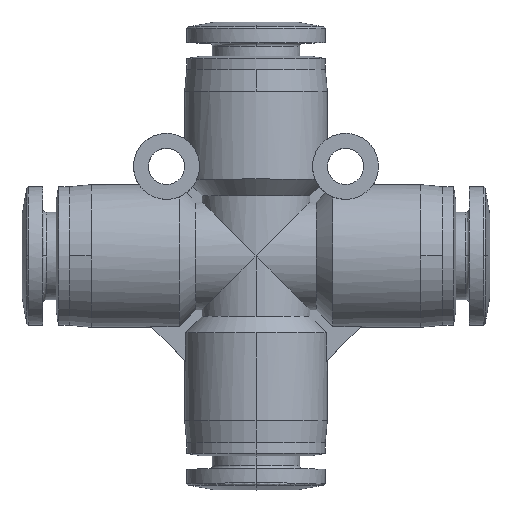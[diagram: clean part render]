
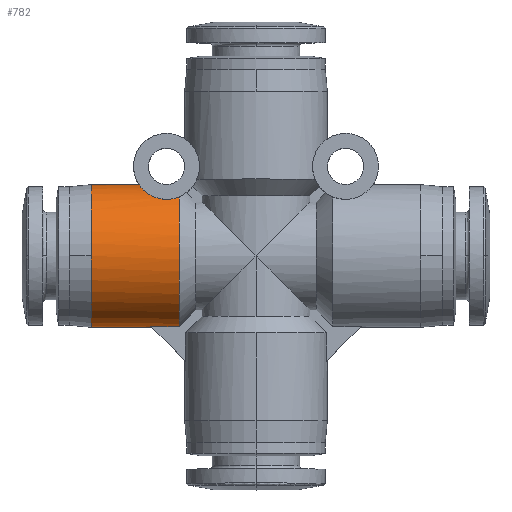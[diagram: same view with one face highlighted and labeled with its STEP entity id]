
A CAD part, top view. The second image highlights one B-rep face of the part: STEP entity #782.
In plain terms, the highlighted cylindrical face has radius 6.5 mm (diameter 13 mm), a partial arc.
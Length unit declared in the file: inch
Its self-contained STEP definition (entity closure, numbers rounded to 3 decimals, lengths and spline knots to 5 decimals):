
#24 = DIRECTION ( 'NONE',  ( 1., 0., 0. ) ) ;
#267 = FACE_OUTER_BOUND ( 'NONE', #7632, .T. ) ;
#346 = CARTESIAN_POINT ( 'NONE',  ( -0.59055, 0., 0.25591 ) ) ;
#393 = CARTESIAN_POINT ( 'NONE',  ( -0.35003, 0.2063, 0.15144 ) ) ;
#426 = CARTESIAN_POINT ( 'NONE',  ( -0.38644, 0.22263, 0.1262 ) ) ;
#463 = CARTESIAN_POINT ( 'NONE',  ( -0.41288, 0.24681, 0.06763 ) ) ;
#637 = EDGE_CURVE ( 'NONE', #9878, #6472, #1118, .T. ) ;
#782 = ADVANCED_FACE ( 'NONE', ( #267 ), #10167, .T. ) ;
#802 = DIRECTION ( 'NONE',  ( 1., 0., 0. ) ) ;
#868 = CIRCLE ( 'NONE', #8544, 0.25591 ) ;
#1009 = DIRECTION ( 'NONE',  ( 1., 0., 0. ) ) ;
#1045 = VECTOR ( 'NONE', #24, 39.37008 ) ;
#1118 = LINE ( 'NONE', #6034, #1045 ) ;
#1204 = CARTESIAN_POINT ( 'NONE',  ( -0.35997, 0.20939, 0.14712 ) ) ;
#1210 = ORIENTED_EDGE ( 'NONE', *, *, #637, .T. ) ;
#1238 = AXIS2_PLACEMENT_3D ( 'NONE', #7591, #2702, #8399 ) ;
#1242 = CARTESIAN_POINT ( 'NONE',  ( -0.38904, 0.22442, 0.12298 ) ) ;
#1272 = CARTESIAN_POINT ( 'NONE',  ( -0.41327, 0.2473, 0.06581 ) ) ;
#1523 = B_SPLINE_CURVE_WITH_KNOTS ( 'NONE', 3,
 ( #9864, #2768, #1989, #2801, #8490, #3612, #9299, #4431, #10084, #5276, #393, #6115, #1204, #6914, #2023, #7731, #2827, #8527, #3648, #9328, #4456, #10116, #5305, #426, #6146, #1242, #6940, #2056, #7763, #2871, #8557, #3689, #9364, #4492, #10145, #5346, #463, #6184, #1272, #6979, #2080, #7794, #2902 ),
 .UNSPECIFIED., .F., .F.,
 ( 4, 2, 2, 2, 2, 2, 2, 1, 1, 2, 2, 2, 2, 1, 1, 2, 2, 2, 2, 1, 1, 1, 2, 2, 4 ),
 ( 0., 0.01563, 0.03125, 0.0625, 0.125, 0.15625, 0.17188, 0.17969, 0.1836, 0.18555, 0.1875, 0.21875, 0.23438, 0.24219, 0.2461, 0.24805, 0.25, 0.3125, 0.34375, 0.35938, 0.36719, 0.3711, 0.37305, 0.375, 0.5 ),
 .UNSPECIFIED. ) ;
#1625 = AXIS2_PLACEMENT_3D ( 'NONE', #1933, #7647, #2750 ) ;
#1933 = CARTESIAN_POINT ( 'NONE',  ( -0.59055, 0., 0. ) ) ;
#1989 = CARTESIAN_POINT ( 'NONE',  ( -0.28023, 0.20994, 0.14633 ) ) ;
#2023 = CARTESIAN_POINT ( 'NONE',  ( -0.36534, 0.21144, 0.14416 ) ) ;
#2055 = EDGE_CURVE ( 'NONE', #6472, #7866, #3008, .T. ) ;
#2056 = CARTESIAN_POINT ( 'NONE',  ( -0.39002, 0.22512, 0.1217 ) ) ;
#2080 = CARTESIAN_POINT ( 'NONE',  ( -0.41748, 0.2526, 0.04564 ) ) ;
#2474 = VERTEX_POINT ( 'NONE', #346 ) ;
#2646 = LINE ( 'NONE', #5918, #8878 ) ;
#2702 = DIRECTION ( 'NONE',  ( -1., 0., 0. ) ) ;
#2727 = VERTEX_POINT ( 'NONE', #6782 ) ;
#2750 = DIRECTION ( 'NONE',  ( 0., 1., 0. ) ) ;
#2768 = CARTESIAN_POINT ( 'NONE',  ( -0.27787, 0.21083, 0.14505 ) ) ;
#2801 = CARTESIAN_POINT ( 'NONE',  ( -0.2851, 0.20829, 0.14868 ) ) ;
#2821 = ORIENTED_EDGE ( 'NONE', *, *, #3669, .F. ) ;
#2827 = CARTESIAN_POINT ( 'NONE',  ( -0.36825, 0.21267, 0.14233 ) ) ;
#2871 = CARTESIAN_POINT ( 'NONE',  ( -0.39563, 0.2292, 0.11411 ) ) ;
#2879 = CIRCLE ( 'NONE', #1625, 0.25591 ) ;
#2902 = CARTESIAN_POINT ( 'NONE',  ( -0.41951, 0.25591, 0. ) ) ;
#2963 = CARTESIAN_POINT ( 'NONE',  ( -0.37504, -0.25489, 0.02635 ) ) ;
#3008 = B_SPLINE_CURVE_WITH_KNOTS ( 'NONE', 3,
 ( #9463, #8669, #2963, #10246 ),
 .UNSPECIFIED., .F., .F.,
 ( 4, 4 ),
 ( 0.5, 1. ),
 .UNSPECIFIED. ) ;
#3090 = ORIENTED_EDGE ( 'NONE', *, *, #3517, .T. ) ;
#3177 = DIRECTION ( 'NONE',  ( -1., 0., 0. ) ) ;
#3179 = EDGE_CURVE ( 'NONE', #7866, #6211, #2646, .T. ) ;
#3325 = EDGE_CURVE ( 'NONE', #6245, #9132, #1523, .T. ) ;
#3439 = AXIS2_PLACEMENT_3D ( 'NONE', #10192, #802, #4107 ) ;
#3517 = EDGE_CURVE ( 'NONE', #6211, #6245, #868, .T. ) ;
#3612 = CARTESIAN_POINT ( 'NONE',  ( -0.29555, 0.20539, 0.15268 ) ) ;
#3648 = CARTESIAN_POINT ( 'NONE',  ( -0.36915, 0.21307, 0.14173 ) ) ;
#3669 = EDGE_CURVE ( 'NONE', #2727, #9132, #4278, .T. ) ;
#3689 = CARTESIAN_POINT ( 'NONE',  ( -0.40592, 0.23886, 0.09197 ) ) ;
#4107 = DIRECTION ( 'NONE',  ( 0., 1., 0. ) ) ;
#4278 = LINE ( 'NONE', #9848, #10448 ) ;
#4431 = CARTESIAN_POINT ( 'NONE',  ( -0.31757, 0.20228, 0.15677 ) ) ;
#4456 = CARTESIAN_POINT ( 'NONE',  ( -0.37702, 0.21687, 0.1359 ) ) ;
#4492 = CARTESIAN_POINT ( 'NONE',  ( -0.41002, 0.24338, 0.07913 ) ) ;
#4789 = CARTESIAN_POINT ( 'NONE',  ( -0.27559, -0.25286, 0.03937 ) ) ;
#4937 = ORIENTED_EDGE ( 'NONE', *, *, #6448, .F. ) ;
#5014 = DIRECTION ( 'NONE',  ( 1., 0., 0. ) ) ;
#5276 = CARTESIAN_POINT ( 'NONE',  ( -0.34483, 0.2051, 0.15305 ) ) ;
#5305 = CARTESIAN_POINT ( 'NONE',  ( -0.38397, 0.22101, 0.12903 ) ) ;
#5346 = CARTESIAN_POINT ( 'NONE',  ( -0.41231, 0.24611, 0.07014 ) ) ;
#5918 = CARTESIAN_POINT ( 'NONE',  ( -0.43307, -0.25286, 0.03937 ) ) ;
#6034 = CARTESIAN_POINT ( 'NONE',  ( -0.43307, -0.25591, 0. ) ) ;
#6115 = CARTESIAN_POINT ( 'NONE',  ( -0.35753, 0.20856, 0.14829 ) ) ;
#6146 = CARTESIAN_POINT ( 'NONE',  ( -0.38766, 0.22345, 0.12474 ) ) ;
#6150 = ORIENTED_EDGE ( 'NONE', *, *, #3325, .T. ) ;
#6184 = CARTESIAN_POINT ( 'NONE',  ( -0.41311, 0.2471, 0.06654 ) ) ;
#6211 = VERTEX_POINT ( 'NONE', #4789 ) ;
#6245 = VERTEX_POINT ( 'NONE', #8921 ) ;
#6260 = CIRCLE ( 'NONE', #1238, 0.25591 ) ;
#6433 = ORIENTED_EDGE ( 'NONE', *, *, #2055, .T. ) ;
#6448 = EDGE_CURVE ( 'NONE', #2474, #2727, #2879, .T. ) ;
#6472 = VERTEX_POINT ( 'NONE', #10105 ) ;
#6782 = CARTESIAN_POINT ( 'NONE',  ( -0.59055, 0.25591, 0. ) ) ;
#6914 = CARTESIAN_POINT ( 'NONE',  ( -0.36357, 0.21074, 0.14518 ) ) ;
#6940 = CARTESIAN_POINT ( 'NONE',  ( -0.38963, 0.22484, 0.12222 ) ) ;
#6979 = CARTESIAN_POINT ( 'NONE',  ( -0.41336, 0.24741, 0.06539 ) ) ;
#7591 = CARTESIAN_POINT ( 'NONE',  ( -0.59055, 0., 0. ) ) ;
#7632 = EDGE_LOOP ( 'NONE', ( #8493, #1210, #6433, #10074, #3090, #6150, #2821, #4937 ) ) ;
#7647 = DIRECTION ( 'NONE',  ( -1., 0., 0. ) ) ;
#7731 = CARTESIAN_POINT ( 'NONE',  ( -0.36738, 0.2123, 0.14289 ) ) ;
#7763 = CARTESIAN_POINT ( 'NONE',  ( -0.39024, 0.22528, 0.1214 ) ) ;
#7794 = CARTESIAN_POINT ( 'NONE',  ( -0.41951, 0.25591, 0.02376 ) ) ;
#7866 = VERTEX_POINT ( 'NONE', #9634 ) ;
#8069 = CARTESIAN_POINT ( 'NONE',  ( -0.27559, 0., 0. ) ) ;
#8399 = DIRECTION ( 'NONE',  ( 0., 1., 0. ) ) ;
#8490 = CARTESIAN_POINT ( 'NONE',  ( -0.28753, 0.20754, 0.14971 ) ) ;
#8493 = ORIENTED_EDGE ( 'NONE', *, *, #10236, .F. ) ;
#8527 = CARTESIAN_POINT ( 'NONE',  ( -0.36882, 0.21293, 0.14195 ) ) ;
#8544 = AXIS2_PLACEMENT_3D ( 'NONE', #8069, #3177, #8885 ) ;
#8557 = CARTESIAN_POINT ( 'NONE',  ( -0.40016, 0.23316, 0.10596 ) ) ;
#8669 = CARTESIAN_POINT ( 'NONE',  ( -0.37402, -0.25591, 0.01318 ) ) ;
#8878 = VECTOR ( 'NONE', #1009, 39.37008 ) ;
#8885 = DIRECTION ( 'NONE',  ( 0., 1., 0. ) ) ;
#8921 = CARTESIAN_POINT ( 'NONE',  ( -0.27559, 0.21178, 0.14366 ) ) ;
#9132 = VERTEX_POINT ( 'NONE', #9988 ) ;
#9299 = CARTESIAN_POINT ( 'NONE',  ( -0.3009, 0.20432, 0.15408 ) ) ;
#9328 = CARTESIAN_POINT ( 'NONE',  ( -0.37331, 0.21494, 0.13891 ) ) ;
#9364 = CARTESIAN_POINT ( 'NONE',  ( -0.40766, 0.24072, 0.08701 ) ) ;
#9463 = CARTESIAN_POINT ( 'NONE',  ( -0.37401, -0.25591, 0. ) ) ;
#9634 = CARTESIAN_POINT ( 'NONE',  ( -0.37706, -0.25286, 0.03937 ) ) ;
#9641 = CARTESIAN_POINT ( 'NONE',  ( -0.59055, -0.25591, 0. ) ) ;
#9848 = CARTESIAN_POINT ( 'NONE',  ( -0.43307, 0.25591, 0. ) ) ;
#9864 = CARTESIAN_POINT ( 'NONE',  ( -0.27559, 0.21178, 0.14366 ) ) ;
#9878 = VERTEX_POINT ( 'NONE', #9641 ) ;
#9988 = CARTESIAN_POINT ( 'NONE',  ( -0.41951, 0.25591, 0. ) ) ;
#10074 = ORIENTED_EDGE ( 'NONE', *, *, #3179, .T. ) ;
#10084 = CARTESIAN_POINT ( 'NONE',  ( -0.32859, 0.20248, 0.15651 ) ) ;
#10105 = CARTESIAN_POINT ( 'NONE',  ( -0.37401, -0.25591, 0. ) ) ;
#10116 = CARTESIAN_POINT ( 'NONE',  ( -0.38228, 0.21995, 0.13082 ) ) ;
#10145 = CARTESIAN_POINT ( 'NONE',  ( -0.41113, 0.24468, 0.07507 ) ) ;
#10167 = CYLINDRICAL_SURFACE ( 'NONE', #3439, 0.25591 ) ;
#10192 = CARTESIAN_POINT ( 'NONE',  ( -0.43307, 0., 0. ) ) ;
#10236 = EDGE_CURVE ( 'NONE', #9878, #2474, #6260, .T. ) ;
#10246 = CARTESIAN_POINT ( 'NONE',  ( -0.37706, -0.25286, 0.03937 ) ) ;
#10448 = VECTOR ( 'NONE', #5014, 39.37008 ) ;
